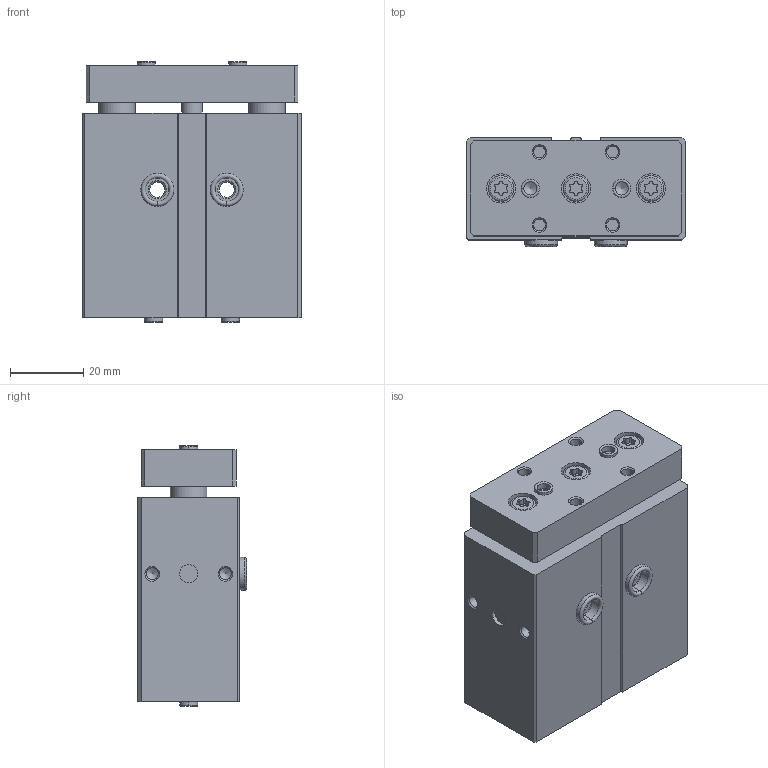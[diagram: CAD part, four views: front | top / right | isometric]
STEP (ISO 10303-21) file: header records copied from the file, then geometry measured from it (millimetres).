
FILE_DESCRIPTION(/* description */ ('STEP AP214'),/* implementation_level */ '2;1');
FILE_NAME(/* name */ '170825_DFM-12-20-P-A-GF',/* time_stamp */ '2024-08-14T08:43:53+02:00',/* author */ ('License CC BY-ND 4.0'),/* organization */ ('CADENAS'),/* preprocessor_version */ 'ST-DEVELOPER v19.3',/* originating_system */ 'PARTsolutions',/* authorisation */ ' ');
FILE_SCHEMA (('AUTOMOTIVE_DESIGN {1 0 10303 214 3 1 1}'));
Length unit declared in the file: millimetre
Products named in the file (6): 170825 DFM-12-20-P-A-GF---(0); 170825 DFM-12-20-P-A-GF---(Z); 170825 DFM-12-20-P-A-GF---(K); 8146543 ZBH-5-B; 5088186 M5x5; 8137184 ZBH-9-B
Assembly tree (10 placements, depth 2):
  170825 DFM-12-20-P-A-GF---(0)
    170825 DFM-12-20-P-A-GF---(Z)
    170825 DFM-12-20-P-A-GF---(K)
    8146543 ZBH-5-B  x4
    5088186 M5x5  x2
    8137184 ZBH-9-B  x2
Bounding box: 60 x 29.85 x 71.4 mm (x, y, z)
Volume: 100100.9 mm3; surface area: 31536.4 mm2
Topology: 10 solids, 10 shells, 317 faces, 758 edges, 490 vertices
Faces by surface type: plane 131, cylinder 125, cone 42, torus 19
Full cylindrical faces by diameter (mm): 2.57 x2, 3.242 x11, 4 x2, 4.134 x6, 4.3 x2, 5 x9, 6 x2, 7 x3, 8 x5, 9 x2, 10 x4, 12 x2, 14 x1
Entity records: 7374 total; most frequent: CARTESIAN_POINT 1344, DIRECTION 1284, ORIENTED_EDGE 1046, AXIS2_PLACEMENT_3D 527, EDGE_CURVE 523, FACE_BOUND 402, VERTEX_POINT 397, EDGE_LOOP 394
